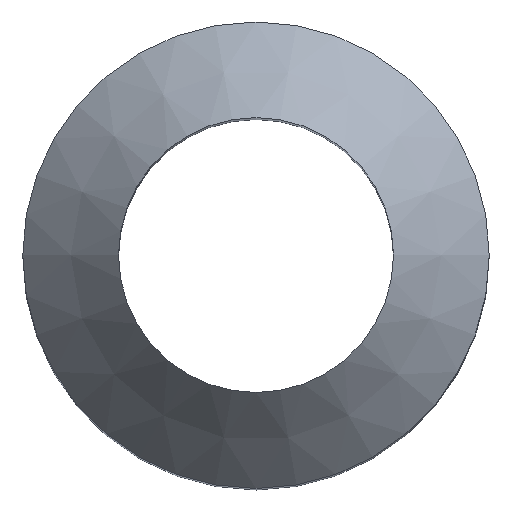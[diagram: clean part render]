
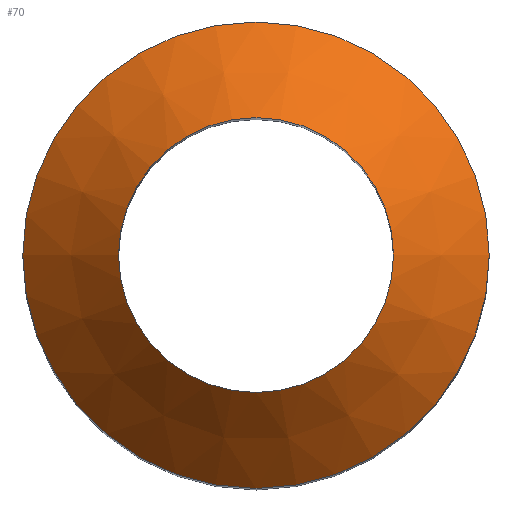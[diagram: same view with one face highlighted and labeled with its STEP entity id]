
A CAD part, top view. The second image highlights one B-rep face of the part: STEP entity #70.
In plain terms, the highlighted conical face has half-angle 45 degrees and reference radius 3.493 mm.
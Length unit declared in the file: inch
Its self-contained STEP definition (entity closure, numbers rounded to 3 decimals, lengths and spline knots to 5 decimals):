
#16=CONICAL_SURFACE('',#92,0.1375,0.785);
#20=FACE_OUTER_BOUND('',#24,.T.);
#24=EDGE_LOOP('',(#61,#62,#63,#64));
#28=LINE('',#131,#32);
#32=VECTOR('',#114,0.1375);
#34=CIRCLE('',#87,0.1105);
#36=CIRCLE('',#91,0.1875);
#38=VERTEX_POINT('',#119);
#40=VERTEX_POINT('',#127);
#43=EDGE_CURVE('',#38,#38,#34,.T.);
#46=EDGE_CURVE('',#40,#40,#36,.T.);
#48=EDGE_CURVE('',#40,#38,#28,.T.);
#61=ORIENTED_EDGE('',*,*,#46,.T.);
#62=ORIENTED_EDGE('',*,*,#48,.T.);
#63=ORIENTED_EDGE('',*,*,#43,.T.);
#64=ORIENTED_EDGE('',*,*,#48,.F.);
#70=ADVANCED_FACE('',(#20),#16,.T.);
#87=AXIS2_PLACEMENT_3D('',#121,#100,#101);
#91=AXIS2_PLACEMENT_3D('',#128,#109,#110);
#92=AXIS2_PLACEMENT_3D('',#130,#112,#113);
#100=DIRECTION('center_axis',(0.,0.,-1.));
#101=DIRECTION('ref_axis',(-1.,0.,0.));
#109=DIRECTION('center_axis',(0.,0.,1.));
#110=DIRECTION('ref_axis',(-1.,0.,0.));
#112=DIRECTION('center_axis',(0.,0.,-1.));
#113=DIRECTION('ref_axis',(-1.,0.,0.));
#114=DIRECTION('',(-0.707,0.,0.707));
#119=CARTESIAN_POINT('',(0.1105,-7.04913,0.60121));
#121=CARTESIAN_POINT('Origin',(0.,-7.04913,0.60121));
#127=CARTESIAN_POINT('',(0.1875,-7.04913,0.52421));
#128=CARTESIAN_POINT('Origin',(0.,-7.04913,0.52421));
#130=CARTESIAN_POINT('Origin',(0.,-7.04913,0.57421));
#131=CARTESIAN_POINT('',(0.1375,-7.04913,0.57421));
